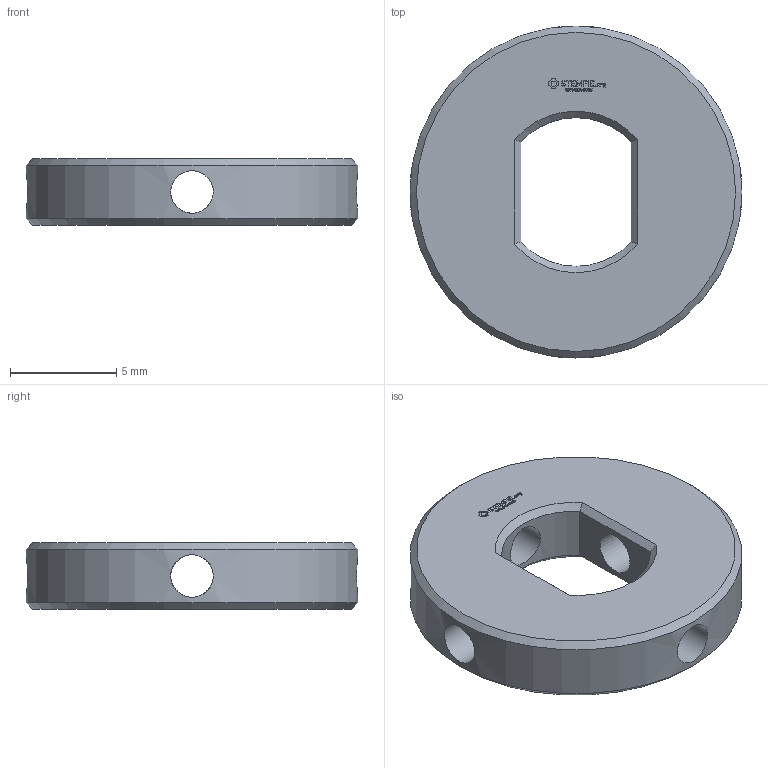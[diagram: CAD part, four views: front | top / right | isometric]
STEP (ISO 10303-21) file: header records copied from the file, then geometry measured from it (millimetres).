
FILE_DESCRIPTION(('FreeCAD Model'),'2;1');
FILE_NAME('Open CASCADE Shape Model','2024-03-12T23:23:10',(''),(''), 'Open CASCADE STEP processor 7.6','FreeCAD','Unknown');
FILE_SCHEMA(('AUTOMOTIVE_DESIGN { 1 0 10303 214 1 1 1 1 }'));
Length unit declared in the file: millimetre
Products named in the file (1): Shaft Collar IDX BU01.25x00.25 - SPN-SCL-0005 (stemfie.org)
Bounding box: 15.62 x 15.62 x 3.12 mm (x, y, z)
Volume: 430.8 mm3; surface area: 608.3 mm2
Topology: 1 solids, 1 shells, 507 faces, 1415 edges, 940 vertices
Faces by surface type: plane 296, extrusion 198, cylinder 7, cone 6
Full cylindrical faces by diameter (mm): 2 x4, 15.625 x1
Entity records: 16626 total; most frequent: CARTESIAN_POINT 4324, ORIENTED_EDGE 2830, DIRECTION 1851, EDGE_CURVE 1415, VECTOR 1187, LINE 989, VERTEX_POINT 940, B_SPLINE_CURVE_WITH_KNOTS 602
